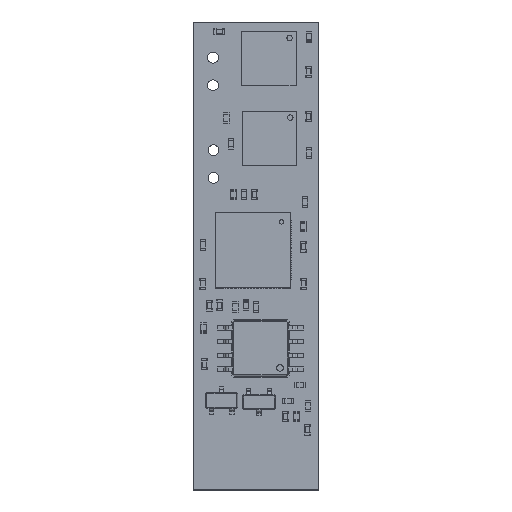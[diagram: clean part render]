
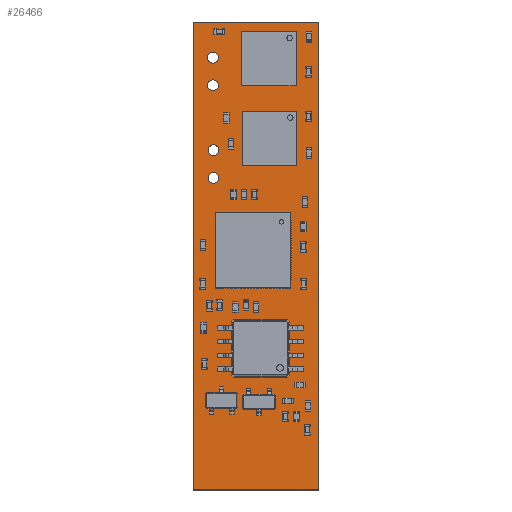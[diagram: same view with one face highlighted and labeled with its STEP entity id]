
A CAD part, top view. The second image highlights one B-rep face of the part: STEP entity #26466.
In plain terms, the highlighted planar face has unit normal (0, 0, 1).
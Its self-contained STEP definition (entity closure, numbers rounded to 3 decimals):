
#26310 = VERTEX_POINT('',#26311);
#26311 = CARTESIAN_POINT('',(11.281,-0.506,1.6));
#26317 = EDGE_CURVE('',#26310,#26318,#26320,.T.);
#26318 = VERTEX_POINT('',#26319);
#26319 = CARTESIAN_POINT('',(-0.219,-0.506,1.6));
#26320 = LINE('',#26321,#26322);
#26321 = CARTESIAN_POINT('',(11.281,-0.506,1.6));
#26322 = VECTOR('',#26323,1.);
#26323 = DIRECTION('',(-1.,0.,0.));
#26350 = VERTEX_POINT('',#26351);
#26351 = CARTESIAN_POINT('',(11.281,42.494,1.6));
#26357 = EDGE_CURVE('',#26350,#26310,#26358,.T.);
#26358 = LINE('',#26359,#26360);
#26359 = CARTESIAN_POINT('',(11.281,42.494,1.6));
#26360 = VECTOR('',#26361,1.);
#26361 = DIRECTION('',(0.,-1.,0.));
#26379 = EDGE_CURVE('',#26318,#26380,#26382,.T.);
#26380 = VERTEX_POINT('',#26381);
#26381 = CARTESIAN_POINT('',(-0.219,42.494,1.6));
#26382 = LINE('',#26383,#26384);
#26383 = CARTESIAN_POINT('',(-0.219,-0.506,1.6));
#26384 = VECTOR('',#26385,1.);
#26385 = DIRECTION('',(0.,1.,0.));
#26466 = ADVANCED_FACE('',(#26467,#26478,#26489,#26500,#26511),#26522,
  .F.);
#26467 = FACE_BOUND('',#26468,.F.);
#26468 = EDGE_LOOP('',(#26469,#26470,#26471,#26477));
#26469 = ORIENTED_EDGE('',*,*,#26317,.T.);
#26470 = ORIENTED_EDGE('',*,*,#26379,.T.);
#26471 = ORIENTED_EDGE('',*,*,#26472,.T.);
#26472 = EDGE_CURVE('',#26380,#26350,#26473,.T.);
#26473 = LINE('',#26474,#26475);
#26474 = CARTESIAN_POINT('',(-0.219,42.494,1.6));
#26475 = VECTOR('',#26476,1.);
#26476 = DIRECTION('',(1.,0.,0.));
#26477 = ORIENTED_EDGE('',*,*,#26357,.T.);
#26478 = FACE_BOUND('',#26479,.F.);
#26479 = EDGE_LOOP('',(#26480));
#26480 = ORIENTED_EDGE('',*,*,#26481,.F.);
#26481 = EDGE_CURVE('',#26482,#26482,#26484,.T.);
#26482 = VERTEX_POINT('',#26483);
#26483 = CARTESIAN_POINT('',(1.626,27.674,1.6));
#26484 = CIRCLE('',#26485,0.5);
#26485 = AXIS2_PLACEMENT_3D('',#26486,#26487,#26488);
#26486 = CARTESIAN_POINT('',(1.626,28.174,1.6));
#26487 = DIRECTION('',(-0.,0.,-1.));
#26488 = DIRECTION('',(-0.,-1.,0.));
#26489 = FACE_BOUND('',#26490,.F.);
#26490 = EDGE_LOOP('',(#26491));
#26491 = ORIENTED_EDGE('',*,*,#26492,.F.);
#26492 = EDGE_CURVE('',#26493,#26493,#26495,.T.);
#26493 = VERTEX_POINT('',#26494);
#26494 = CARTESIAN_POINT('',(1.626,30.214,1.6));
#26495 = CIRCLE('',#26496,0.5);
#26496 = AXIS2_PLACEMENT_3D('',#26497,#26498,#26499);
#26497 = CARTESIAN_POINT('',(1.626,30.714,1.6));
#26498 = DIRECTION('',(-0.,0.,-1.));
#26499 = DIRECTION('',(-0.,-1.,0.));
#26500 = FACE_BOUND('',#26501,.F.);
#26501 = EDGE_LOOP('',(#26502));
#26502 = ORIENTED_EDGE('',*,*,#26503,.F.);
#26503 = EDGE_CURVE('',#26504,#26504,#26506,.T.);
#26504 = VERTEX_POINT('',#26505);
#26505 = CARTESIAN_POINT('',(1.581,36.179,1.6));
#26506 = CIRCLE('',#26507,0.5);
#26507 = AXIS2_PLACEMENT_3D('',#26508,#26509,#26510);
#26508 = CARTESIAN_POINT('',(1.581,36.679,1.6));
#26509 = DIRECTION('',(-0.,0.,-1.));
#26510 = DIRECTION('',(-0.,-1.,0.));
#26511 = FACE_BOUND('',#26512,.F.);
#26512 = EDGE_LOOP('',(#26513));
#26513 = ORIENTED_EDGE('',*,*,#26514,.F.);
#26514 = EDGE_CURVE('',#26515,#26515,#26517,.T.);
#26515 = VERTEX_POINT('',#26516);
#26516 = CARTESIAN_POINT('',(1.581,38.719,1.6));
#26517 = CIRCLE('',#26518,0.5);
#26518 = AXIS2_PLACEMENT_3D('',#26519,#26520,#26521);
#26519 = CARTESIAN_POINT('',(1.581,39.219,1.6));
#26520 = DIRECTION('',(-0.,0.,-1.));
#26521 = DIRECTION('',(-0.,-1.,0.));
#26522 = PLANE('',#26523);
#26523 = AXIS2_PLACEMENT_3D('',#26524,#26525,#26526);
#26524 = CARTESIAN_POINT('',(5.531,20.994,1.6));
#26525 = DIRECTION('',(-0.,-0.,-1.));
#26526 = DIRECTION('',(-1.,0.,0.));
